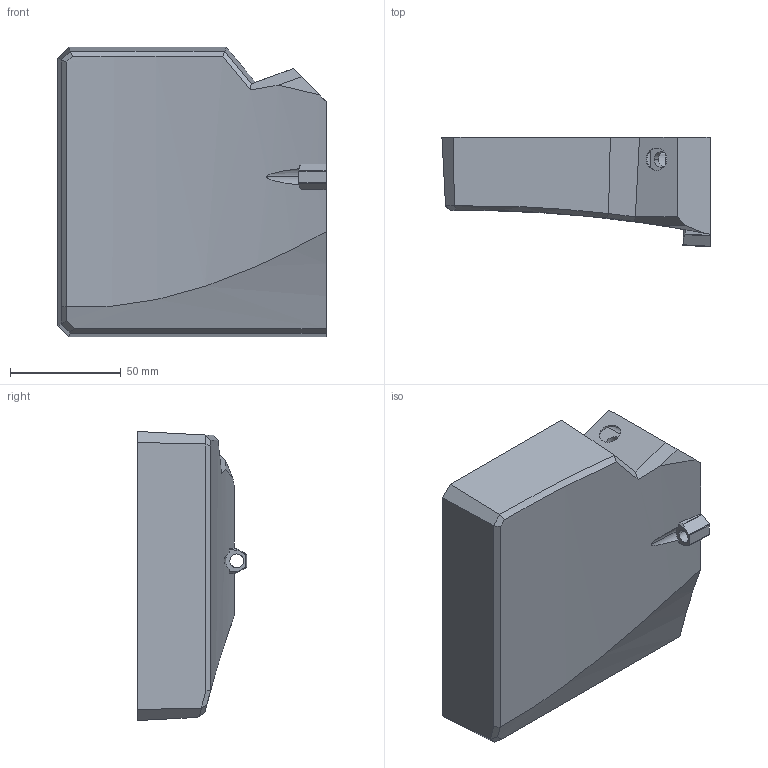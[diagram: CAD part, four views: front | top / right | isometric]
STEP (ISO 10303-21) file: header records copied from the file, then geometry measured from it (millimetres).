
FILE_DESCRIPTION (( 'STEP AP214' ), '1' );
FILE_NAME ('ALTI_MOUL_02_carter_elecV1.4U.STEP', '2020-12-14T14:51:55', ( '' ), ( '' ), 'SwSTEP 2.0', 'SolidWorks 2020', '' );
FILE_SCHEMA (( 'AUTOMOTIVE_DESIGN' ));
Length unit declared in the file: millimetre
Products named in the file (1): ALTI_MOUL_02_carter_elecV1.4U
Bounding box: 121.25 x 49.45 x 130.73 mm (x, y, z)
Volume: 211979.3 mm3; surface area: 70304.3 mm2
Topology: 1 solids, 1 shells, 313 faces, 807 edges, 478 vertices
Faces by surface type: cylinder 127, plane 80, cone 50, bspline 35, torus 17, sphere 4
Entity records: 11632 total; most frequent: CARTESIAN_POINT 3869, ORIENTED_EDGE 1524, DIRECTION 1500, EDGE_CURVE 762, AXIS2_PLACEMENT_3D 572, VERTEX_POINT 477, VECTOR 356, LINE 356
